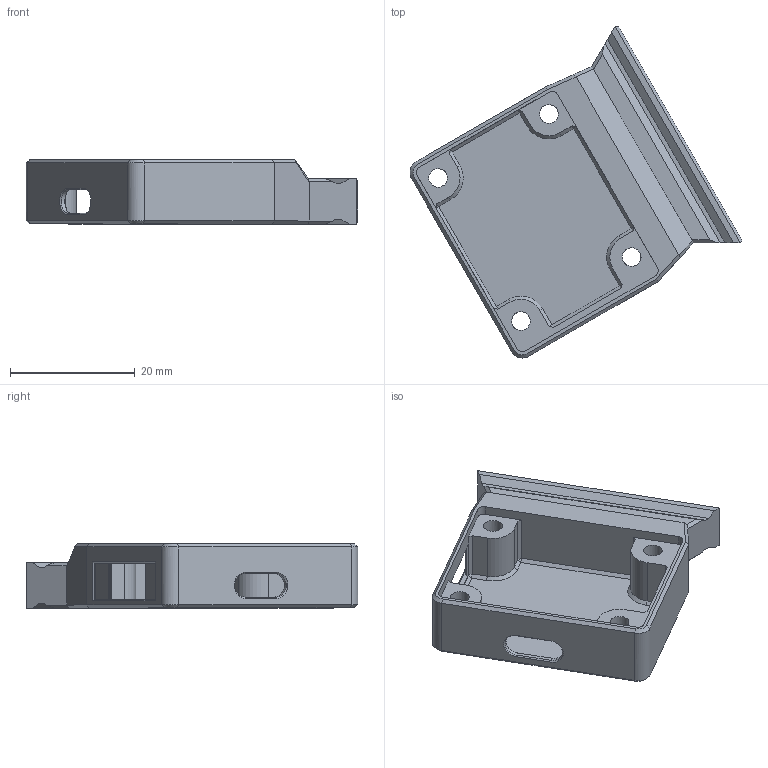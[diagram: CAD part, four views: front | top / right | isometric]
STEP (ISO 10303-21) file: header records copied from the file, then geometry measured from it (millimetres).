
FILE_DESCRIPTION(/* description */ ('STEP AP242','CAx-IF Rec.Pracs.---Representation and Presentation of Product Manufacturing Information (PMI)---4.0---2014-10-13','CAx-IF Rec.Pracs.---3D Tessellated Geometry---0.4---2014-09-14','2;1'),/* implementation_level */ '2;1');
FILE_NAME(/* name */ '66950bf3fd34ea5fc212397b',/* time_stamp */ '2024-07-15T11:45:56Z',/* author */ (''),/* organization */ (''),/* preprocessor_version */ 'ST-DEVELOPER v20',/* originating_system */ ' ',/* authorisation */ ' ');
FILE_SCHEMA (('AP242_MANAGED_MODEL_BASED_3D_ENGINEERING_MIM_LF { 1 0 10303 442 1 1 4 }'));
Length unit declared in the file: metre
Products named in the file (1): Joystick Module
Bounding box: 53.2 x 53.2 x 10.3 mm (x, y, z)
Volume: 6713.5 mm3; surface area: 5509.3 mm2
Topology: 1 solids, 1 shells, 136 faces, 349 edges, 216 vertices
Faces by surface type: plane 108, cylinder 16, cone 10, bspline 2
Full cylindrical faces by diameter (mm): 3 x4
Entity records: 4031 total; most frequent: CARTESIAN_POINT 740, ORIENTED_EDGE 682, DIRECTION 643, EDGE_CURVE 341, LINE 293, VECTOR 293, VERTEX_POINT 212, AXIS2_PLACEMENT_3D 175
